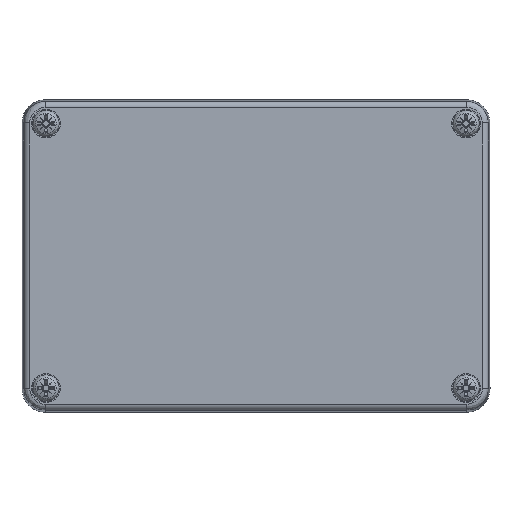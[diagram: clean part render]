
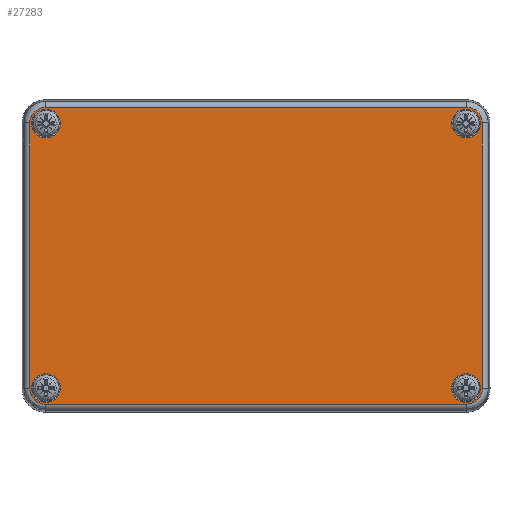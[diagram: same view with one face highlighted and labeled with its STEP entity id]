
A CAD part, top view. The second image highlights one B-rep face of the part: STEP entity #27283.
In plain terms, the highlighted planar face has unit normal (0, 0, 1).
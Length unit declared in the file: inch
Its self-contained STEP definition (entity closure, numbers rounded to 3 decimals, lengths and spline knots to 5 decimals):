
#267 = DIRECTION ( 'NONE',  ( -1., 0., 0. ) ) ;
#338 =( BOUNDED_CURVE ( )  B_SPLINE_CURVE ( 3, ( #40457, #27910, #54149, #29012 ),
 .UNSPECIFIED., .F., .F. ) 
 B_SPLINE_CURVE_WITH_KNOTS ( ( 4, 4 ),
 ( 0., 1. ),
 .UNSPECIFIED. ) 
 CURVE ( )  GEOMETRIC_REPRESENTATION_ITEM ( )  RATIONAL_B_SPLINE_CURVE ( ( 1., 0.805, 0.805, 1. ) ) 
 REPRESENTATION_ITEM ( '' )  );
#621 = ORIENTED_EDGE ( 'NONE', *, *, #46184, .F. ) ;
#1140 = CARTESIAN_POINT ( 'NONE',  ( -2.13189, -1.50206, 1.1811 ) ) ;
#1385 = EDGE_LOOP ( 'NONE', ( #44022 ) ) ;
#1573 = VECTOR ( 'NONE', #38937, 39.37008 ) ;
#2296 = ORIENTED_EDGE ( 'NONE', *, *, #13370, .F. ) ;
#2694 = CARTESIAN_POINT ( 'NONE',  ( 2.13189, -1.50206, 1.1811 ) ) ;
#3738 = CARTESIAN_POINT ( 'NONE',  ( 2.28946, 1.43679, 1.1811 ) ) ;
#4230 = ORIENTED_EDGE ( 'NONE', *, *, #16708, .F. ) ;
#5020 = VERTEX_POINT ( 'NONE', #1140 ) ;
#5132 = CARTESIAN_POINT ( 'NONE',  ( -2.27165, -1.33858, 1.1811 ) ) ;
#5214 = LINE ( 'NONE', #43586, #29554 ) ;
#5274 = PLANE ( 'NONE',  #24892 ) ;
#5450 = DIRECTION ( 'NONE',  ( 0., 0., 1. ) ) ;
#6809 = ORIENTED_EDGE ( 'NONE', *, *, #24426, .F. ) ;
#6905 = DIRECTION ( 'NONE',  ( 0., 0., 1. ) ) ;
#6938 = ORIENTED_EDGE ( 'NONE', *, *, #34111, .F. ) ;
#6983 = CARTESIAN_POINT ( 'NONE',  ( 2.28946, -1.34449, 1.1811 ) ) ;
#7282 = FACE_BOUND ( 'NONE', #30092, .T. ) ;
#7415 = DIRECTION ( 'NONE',  ( 0., 0., 1. ) ) ;
#7489 = CARTESIAN_POINT ( 'NONE',  ( -2.28946, 1.34449, 1.1811 ) ) ;
#7837 = CARTESIAN_POINT ( 'NONE',  ( 2.13189, 1.50206, 1.1811 ) ) ;
#8294 = CARTESIAN_POINT ( 'NONE',  ( -2.28946, -1.34449, 1.1811 ) ) ;
#8421 = VERTEX_POINT ( 'NONE', #51615 ) ;
#9498 = VERTEX_POINT ( 'NONE', #7837 ) ;
#10393 = VERTEX_POINT ( 'NONE', #40883 ) ;
#11432 = CIRCLE ( 'NONE', #28341, 0.14567 ) ;
#11897 = VECTOR ( 'NONE', #28568, 39.37008 ) ;
#13370 = EDGE_CURVE ( 'NONE', #24375, #9498, #37783, .T. ) ;
#13392 = CARTESIAN_POINT ( 'NONE',  ( -2.12598, -1.33858, 1.1811 ) ) ;
#13763 = DIRECTION ( 'NONE',  ( -1., 0., 0. ) ) ;
#14534 = FACE_OUTER_BOUND ( 'NONE', #15811, .T. ) ;
#14713 = EDGE_CURVE ( 'NONE', #10393, #10393, #15512, .T. ) ;
#15512 = CIRCLE ( 'NONE', #52629, 0.14567 ) ;
#15679 = CARTESIAN_POINT ( 'NONE',  ( 1.98031, -1.33858, 1.1811 ) ) ;
#15811 = EDGE_LOOP ( 'NONE', ( #621, #6809, #24058, #2296, #21266, #6938, #53040, #47762 ) ) ;
#16604 = VERTEX_POINT ( 'NONE', #52630 ) ;
#16708 = EDGE_CURVE ( 'NONE', #39358, #39358, #11432, .T. ) ;
#16775 = CARTESIAN_POINT ( 'NONE',  ( 2.28946, 1.34449, 1.1811 ) ) ;
#16831 =( BOUNDED_CURVE ( )  B_SPLINE_CURVE ( 3, ( #6983, #44861, #45231, #53256 ),
 .UNSPECIFIED., .F., .F. ) 
 B_SPLINE_CURVE_WITH_KNOTS ( ( 4, 4 ),
 ( 0., 1. ),
 .UNSPECIFIED. ) 
 CURVE ( )  GEOMETRIC_REPRESENTATION_ITEM ( )  RATIONAL_B_SPLINE_CURVE ( ( 1., 0.805, 0.805, 1. ) ) 
 REPRESENTATION_ITEM ( '' )  );
#17069 = CIRCLE ( 'NONE', #25317, 0.14567 ) ;
#17225 =( BOUNDED_CURVE ( )  B_SPLINE_CURVE ( 3, ( #25758, #50929, #42502, #8294 ),
 .UNSPECIFIED., .F., .T. ) 
 B_SPLINE_CURVE_WITH_KNOTS ( ( 4, 4 ),
 ( 0., 1. ),
 .UNSPECIFIED. ) 
 CURVE ( )  GEOMETRIC_REPRESENTATION_ITEM ( )  RATIONAL_B_SPLINE_CURVE ( ( 1., 0.805, 0.805, 1. ) ) 
 REPRESENTATION_ITEM ( '' )  );
#17969 = CARTESIAN_POINT ( 'NONE',  ( 0., 0., 1.1811 ) ) ;
#18627 = DIRECTION ( 'NONE',  ( -1., 0., 0. ) ) ;
#20179 = EDGE_CURVE ( 'NONE', #32833, #5020, #5214, .T. ) ;
#20181 = VERTEX_POINT ( 'NONE', #5132 ) ;
#20426 = FACE_BOUND ( 'NONE', #47312, .T. ) ;
#20797 = DIRECTION ( 'NONE',  ( 1., 0., 0. ) ) ;
#21266 = ORIENTED_EDGE ( 'NONE', *, *, #42742, .F. ) ;
#21686 = VERTEX_POINT ( 'NONE', #52426 ) ;
#23467 = VERTEX_POINT ( 'NONE', #47047 ) ;
#24058 = ORIENTED_EDGE ( 'NONE', *, *, #24776, .F. ) ;
#24375 = VERTEX_POINT ( 'NONE', #41861 ) ;
#24426 = EDGE_CURVE ( 'NONE', #16604, #21686, #52852, .T. ) ;
#24776 = EDGE_CURVE ( 'NONE', #9498, #16604, #35781, .T. ) ;
#24892 = AXIS2_PLACEMENT_3D ( 'NONE', #17969, #51587, #18627 ) ;
#25060 = CARTESIAN_POINT ( 'NONE',  ( 2.22419, 1.50206, 1.1811 ) ) ;
#25098 = CARTESIAN_POINT ( 'NONE',  ( 2.12598, 1.33858, 1.1811 ) ) ;
#25317 = AXIS2_PLACEMENT_3D ( 'NONE', #13392, #5450, #13763 ) ;
#25758 = CARTESIAN_POINT ( 'NONE',  ( -2.13189, -1.50206, 1.1811 ) ) ;
#26198 = CARTESIAN_POINT ( 'NONE',  ( 2.28946, 0., 1.1811 ) ) ;
#27283 = ADVANCED_FACE ( 'NONE', ( #52602, #41508, #7282, #20426, #14534 ), #5274, .F. ) ;
#27910 = CARTESIAN_POINT ( 'NONE',  ( -2.28946, 1.43679, 1.1811 ) ) ;
#28341 = AXIS2_PLACEMENT_3D ( 'NONE', #32073, #6905, #36159 ) ;
#28554 = VECTOR ( 'NONE', #20797, 39.37008 ) ;
#28555 = CARTESIAN_POINT ( 'NONE',  ( -2.12598, 1.33858, 1.1811 ) ) ;
#28558 = EDGE_CURVE ( 'NONE', #5020, #8421, #17225, .T. ) ;
#28568 = DIRECTION ( 'NONE',  ( 0., 1., 0. ) ) ;
#29012 = CARTESIAN_POINT ( 'NONE',  ( -2.13189, 1.50206, 1.1811 ) ) ;
#29111 = DIRECTION ( 'NONE',  ( -1., 0., 0. ) ) ;
#29554 = VECTOR ( 'NONE', #52155, 39.37008 ) ;
#29848 = EDGE_LOOP ( 'NONE', ( #49663 ) ) ;
#30092 = EDGE_LOOP ( 'NONE', ( #30698 ) ) ;
#30698 = ORIENTED_EDGE ( 'NONE', *, *, #50677, .F. ) ;
#32073 = CARTESIAN_POINT ( 'NONE',  ( 2.12598, -1.33858, 1.1811 ) ) ;
#32833 = VERTEX_POINT ( 'NONE', #2694 ) ;
#32936 = LINE ( 'NONE', #45668, #11897 ) ;
#33058 = AXIS2_PLACEMENT_3D ( 'NONE', #25098, #50453, #267 ) ;
#34111 = EDGE_CURVE ( 'NONE', #8421, #45343, #32936, .T. ) ;
#35781 =( BOUNDED_CURVE ( )  B_SPLINE_CURVE ( 3, ( #46009, #25060, #3738, #16775 ),
 .UNSPECIFIED., .F., .F. ) 
 B_SPLINE_CURVE_WITH_KNOTS ( ( 4, 4 ),
 ( 0., 1. ),
 .UNSPECIFIED. ) 
 CURVE ( )  GEOMETRIC_REPRESENTATION_ITEM ( )  RATIONAL_B_SPLINE_CURVE ( ( 1., 0.805, 0.805, 1. ) ) 
 REPRESENTATION_ITEM ( '' )  );
#36159 = DIRECTION ( 'NONE',  ( -1., 0., 0. ) ) ;
#37783 = LINE ( 'NONE', #50763, #28554 ) ;
#38937 = DIRECTION ( 'NONE',  ( 0., -1., 0. ) ) ;
#39358 = VERTEX_POINT ( 'NONE', #15679 ) ;
#40457 = CARTESIAN_POINT ( 'NONE',  ( -2.28946, 1.34449, 1.1811 ) ) ;
#40883 = CARTESIAN_POINT ( 'NONE',  ( -2.27165, 1.33858, 1.1811 ) ) ;
#41508 = FACE_BOUND ( 'NONE', #1385, .T. ) ;
#41861 = CARTESIAN_POINT ( 'NONE',  ( -2.13189, 1.50206, 1.1811 ) ) ;
#42502 = CARTESIAN_POINT ( 'NONE',  ( -2.28946, -1.43679, 1.1811 ) ) ;
#42742 = EDGE_CURVE ( 'NONE', #45343, #24375, #338, .T. ) ;
#43586 = CARTESIAN_POINT ( 'NONE',  ( 0., -1.50206, 1.1811 ) ) ;
#44022 = ORIENTED_EDGE ( 'NONE', *, *, #14713, .F. ) ;
#44861 = CARTESIAN_POINT ( 'NONE',  ( 2.28946, -1.43679, 1.1811 ) ) ;
#45231 = CARTESIAN_POINT ( 'NONE',  ( 2.22419, -1.50206, 1.1811 ) ) ;
#45343 = VERTEX_POINT ( 'NONE', #7489 ) ;
#45668 = CARTESIAN_POINT ( 'NONE',  ( -2.28946, 0., 1.1811 ) ) ;
#45981 = CIRCLE ( 'NONE', #33058, 0.14567 ) ;
#46009 = CARTESIAN_POINT ( 'NONE',  ( 2.13189, 1.50206, 1.1811 ) ) ;
#46184 = EDGE_CURVE ( 'NONE', #21686, #32833, #16831, .T. ) ;
#47047 = CARTESIAN_POINT ( 'NONE',  ( 1.98031, 1.33858, 1.1811 ) ) ;
#47312 = EDGE_LOOP ( 'NONE', ( #4230 ) ) ;
#47762 = ORIENTED_EDGE ( 'NONE', *, *, #20179, .F. ) ;
#49663 = ORIENTED_EDGE ( 'NONE', *, *, #50352, .F. ) ;
#50352 = EDGE_CURVE ( 'NONE', #20181, #20181, #17069, .T. ) ;
#50453 = DIRECTION ( 'NONE',  ( 0., 0., 1. ) ) ;
#50677 = EDGE_CURVE ( 'NONE', #23467, #23467, #45981, .T. ) ;
#50763 = CARTESIAN_POINT ( 'NONE',  ( 0., 1.50206, 1.1811 ) ) ;
#50929 = CARTESIAN_POINT ( 'NONE',  ( -2.22419, -1.50206, 1.1811 ) ) ;
#51587 = DIRECTION ( 'NONE',  ( 0., 0., -1. ) ) ;
#51615 = CARTESIAN_POINT ( 'NONE',  ( -2.28946, -1.34449, 1.1811 ) ) ;
#52155 = DIRECTION ( 'NONE',  ( -1., 0., 0. ) ) ;
#52426 = CARTESIAN_POINT ( 'NONE',  ( 2.28946, -1.34449, 1.1811 ) ) ;
#52602 = FACE_BOUND ( 'NONE', #29848, .T. ) ;
#52629 = AXIS2_PLACEMENT_3D ( 'NONE', #28555, #7415, #29111 ) ;
#52630 = CARTESIAN_POINT ( 'NONE',  ( 2.28946, 1.34449, 1.1811 ) ) ;
#52852 = LINE ( 'NONE', #26198, #1573 ) ;
#53040 = ORIENTED_EDGE ( 'NONE', *, *, #28558, .F. ) ;
#53256 = CARTESIAN_POINT ( 'NONE',  ( 2.13189, -1.50206, 1.1811 ) ) ;
#54149 = CARTESIAN_POINT ( 'NONE',  ( -2.22419, 1.50206, 1.1811 ) ) ;
